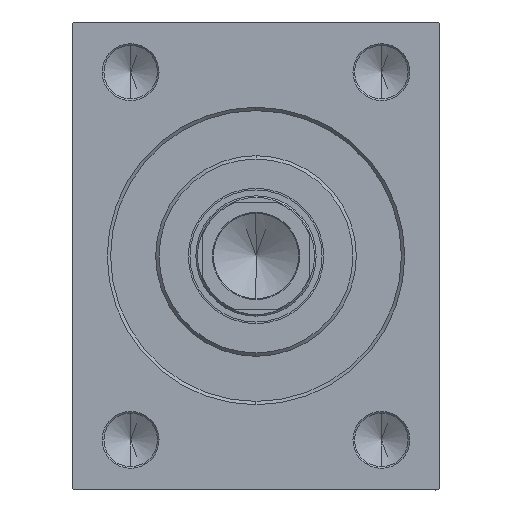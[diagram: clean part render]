
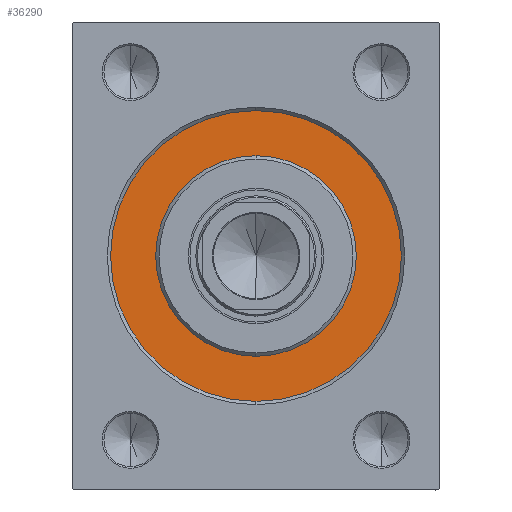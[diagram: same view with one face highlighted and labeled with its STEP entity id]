
A CAD part, left-side view. The second image highlights one B-rep face of the part: STEP entity #36290.
In plain terms, the highlighted face is planar.
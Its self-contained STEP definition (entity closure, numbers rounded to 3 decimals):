
#800 = VERTEX_POINT ( 'NONE', #40005 ) ;
#1704 = FACE_OUTER_BOUND ( 'NONE', #42427, .T. ) ;
#1990 = CARTESIAN_POINT ( 'NONE',  ( 0., 0., 0. ) ) ;
#4509 = CIRCLE ( 'NONE', #8892, 43.5 ) ;
#4864 = DIRECTION ( 'NONE',  ( -1., 0., 0. ) ) ;
#5103 = CARTESIAN_POINT ( 'NONE',  ( 0., 0., 0. ) ) ;
#5987 = VERTEX_POINT ( 'NONE', #24587 ) ;
#6375 = CARTESIAN_POINT ( 'NONE',  ( 0., 0., -30. ) ) ;
#6999 = CARTESIAN_POINT ( 'NONE',  ( 0., 0., 0. ) ) ;
#7797 = CIRCLE ( 'NONE', #28817, 43.5 ) ;
#8428 = EDGE_CURVE ( 'NONE', #5987, #800, #7797, .T. ) ;
#8892 = AXIS2_PLACEMENT_3D ( 'NONE', #6999, #41261, #34670 ) ;
#10091 = CIRCLE ( 'NONE', #25286, 30. ) ;
#13878 = DIRECTION ( 'NONE',  ( 0., 0., -1. ) ) ;
#15331 = FACE_BOUND ( 'NONE', #33421, .T. ) ;
#16386 = EDGE_CURVE ( 'NONE', #23140, #33815, #33965, .T. ) ;
#17287 = DIRECTION ( 'NONE',  ( 1., 0., 0. ) ) ;
#18569 = DIRECTION ( 'NONE',  ( -1., 0., 0. ) ) ;
#19472 = DIRECTION ( 'NONE',  ( 0., 0., 1. ) ) ;
#19826 = CARTESIAN_POINT ( 'NONE',  ( 0., 0., 30. ) ) ;
#23140 = VERTEX_POINT ( 'NONE', #6375 ) ;
#24587 = CARTESIAN_POINT ( 'NONE',  ( 0., 0., 43.5 ) ) ;
#25286 = AXIS2_PLACEMENT_3D ( 'NONE', #34507, #17287, #13878 ) ;
#28817 = AXIS2_PLACEMENT_3D ( 'NONE', #1990, #18569, #19472 ) ;
#28903 = EDGE_CURVE ( 'NONE', #33815, #23140, #10091, .T. ) ;
#29696 = DIRECTION ( 'NONE',  ( 0., 0., -1. ) ) ;
#29844 = AXIS2_PLACEMENT_3D ( 'NONE', #5103, #4864, #36184 ) ;
#31142 = ORIENTED_EDGE ( 'NONE', *, *, #28903, .F. ) ;
#32030 = ORIENTED_EDGE ( 'NONE', *, *, #43201, .F. ) ;
#32093 = PLANE ( 'NONE',  #29844 ) ;
#33421 = EDGE_LOOP ( 'NONE', ( #31142, #39471 ) ) ;
#33815 = VERTEX_POINT ( 'NONE', #19826 ) ;
#33965 = CIRCLE ( 'NONE', #34668, 30. ) ;
#34507 = CARTESIAN_POINT ( 'NONE',  ( 0., 0., 0. ) ) ;
#34668 = AXIS2_PLACEMENT_3D ( 'NONE', #39012, #39464, #29696 ) ;
#34670 = DIRECTION ( 'NONE',  ( 0., 0., 1. ) ) ;
#36184 = DIRECTION ( 'NONE',  ( 0., 0., 1. ) ) ;
#36290 = ADVANCED_FACE ( 'NONE', ( #15331, #1704 ), #32093, .F. ) ;
#39012 = CARTESIAN_POINT ( 'NONE',  ( 0., 0., 0. ) ) ;
#39464 = DIRECTION ( 'NONE',  ( 1., 0., 0. ) ) ;
#39471 = ORIENTED_EDGE ( 'NONE', *, *, #16386, .F. ) ;
#40005 = CARTESIAN_POINT ( 'NONE',  ( 0., 0., -43.5 ) ) ;
#41261 = DIRECTION ( 'NONE',  ( -1., 0., 0. ) ) ;
#42427 = EDGE_LOOP ( 'NONE', ( #32030, #44615 ) ) ;
#43201 = EDGE_CURVE ( 'NONE', #800, #5987, #4509, .T. ) ;
#44615 = ORIENTED_EDGE ( 'NONE', *, *, #8428, .F. ) ;
